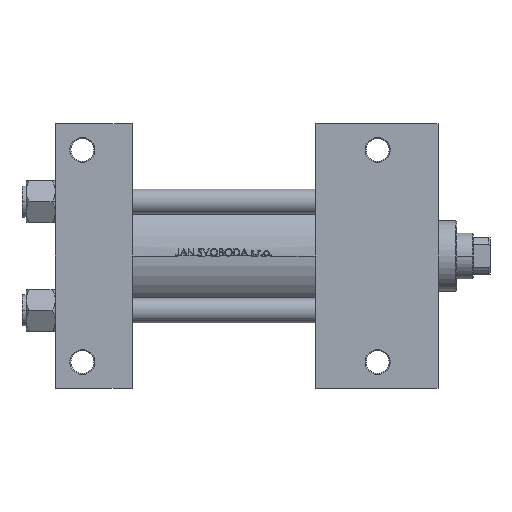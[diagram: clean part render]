
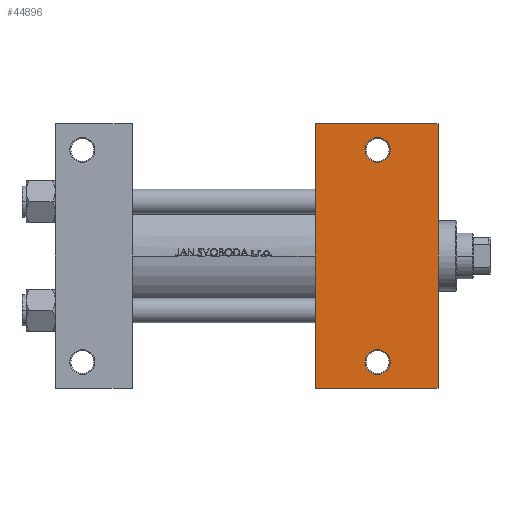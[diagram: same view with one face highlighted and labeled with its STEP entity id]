
A CAD part, front view. The second image highlights one B-rep face of the part: STEP entity #44896.
In plain terms, the highlighted face is planar.
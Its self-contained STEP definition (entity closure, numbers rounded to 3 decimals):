
#1559 = LINE ( 'NONE', #22980, #9264 ) ;
#1929 = CARTESIAN_POINT ( 'NONE',  ( 155., -51., -37.5 ) ) ;
#2583 = DIRECTION ( 'NONE',  ( -1., 0., 0. ) ) ;
#3186 = ORIENTED_EDGE ( 'NONE', *, *, #3902, .F. ) ;
#3268 = PLANE ( 'NONE',  #44521 ) ;
#3866 = AXIS2_PLACEMENT_3D ( 'NONE', #20873, #10504, #2583 ) ;
#3902 = EDGE_CURVE ( 'NONE', #16124, #29639, #12533, .T. ) ;
#5421 = CIRCLE ( 'NONE', #3866, 5.999 ) ;
#5746 = ORIENTED_EDGE ( 'NONE', *, *, #35563, .T. ) ;
#6381 = CARTESIAN_POINT ( 'NONE',  ( 149.001, 51., -37.5 ) ) ;
#7099 = DIRECTION ( 'NONE',  ( -1., 0., 0. ) ) ;
#7629 = VERTEX_POINT ( 'NONE', #12422 ) ;
#8545 = EDGE_CURVE ( 'NONE', #41764, #45008, #47387, .T. ) ;
#9264 = VECTOR ( 'NONE', #30905, 1000. ) ;
#9725 = AXIS2_PLACEMENT_3D ( 'NONE', #28496, #35463, #18138 ) ;
#10504 = DIRECTION ( 'NONE',  ( 0., 0., 1. ) ) ;
#10950 = DIRECTION ( 'NONE',  ( 0., 0., -1. ) ) ;
#12422 = CARTESIAN_POINT ( 'NONE',  ( 149.001, -51., -37.5 ) ) ;
#12533 = LINE ( 'NONE', #27210, #14146 ) ;
#12724 = CARTESIAN_POINT ( 'NONE',  ( 125., -63.5, -37.5 ) ) ;
#13175 = DIRECTION ( 'NONE',  ( 0., -1., 0. ) ) ;
#14146 = VECTOR ( 'NONE', #45004, 1000. ) ;
#14410 = CARTESIAN_POINT ( 'NONE',  ( 125., 63.5, -37.5 ) ) ;
#15178 = VECTOR ( 'NONE', #33909, 1000. ) ;
#15398 = AXIS2_PLACEMENT_3D ( 'NONE', #1929, #16598, #38948 ) ;
#16124 = VERTEX_POINT ( 'NONE', #14410 ) ;
#16318 = LINE ( 'NONE', #45425, #35178 ) ;
#16598 = DIRECTION ( 'NONE',  ( 0., 0., 1. ) ) ;
#17100 = VERTEX_POINT ( 'NONE', #46439 ) ;
#18138 = DIRECTION ( 'NONE',  ( -1., 0., 0. ) ) ;
#18418 = CARTESIAN_POINT ( 'NONE',  ( 184., 37.5, -37.5 ) ) ;
#18560 = CARTESIAN_POINT ( 'NONE',  ( 161., -51., -37.5 ) ) ;
#19343 = VERTEX_POINT ( 'NONE', #18560 ) ;
#20873 = CARTESIAN_POINT ( 'NONE',  ( 155., -51., -37.5 ) ) ;
#20940 = EDGE_CURVE ( 'NONE', #19343, #7629, #26939, .T. ) ;
#21324 = EDGE_CURVE ( 'NONE', #7629, #19343, #5421, .T. ) ;
#21454 = ORIENTED_EDGE ( 'NONE', *, *, #40169, .T. ) ;
#22980 = CARTESIAN_POINT ( 'NONE',  ( 125., 63.5, -37.5 ) ) ;
#25400 = FACE_BOUND ( 'NONE', #27809, .T. ) ;
#25473 = CARTESIAN_POINT ( 'NONE',  ( 125., -63.5, -37.5 ) ) ;
#26939 = CIRCLE ( 'NONE', #15398, 5.999 ) ;
#27124 = CARTESIAN_POINT ( 'NONE',  ( 184., -63.5, -37.5 ) ) ;
#27210 = CARTESIAN_POINT ( 'NONE',  ( 125., 37.5, -37.5 ) ) ;
#27809 = EDGE_LOOP ( 'NONE', ( #45770, #44702 ) ) ;
#28496 = CARTESIAN_POINT ( 'NONE',  ( 155., 51., -37.5 ) ) ;
#29406 = CARTESIAN_POINT ( 'NONE',  ( 155., 51., -37.5 ) ) ;
#29639 = VERTEX_POINT ( 'NONE', #25473 ) ;
#30339 = EDGE_CURVE ( 'NONE', #45008, #41764, #31154, .T. ) ;
#30905 = DIRECTION ( 'NONE',  ( 1., 0., 0. ) ) ;
#31154 = CIRCLE ( 'NONE', #37288, 5.999 ) ;
#31181 = ORIENTED_EDGE ( 'NONE', *, *, #46927, .T. ) ;
#33909 = DIRECTION ( 'NONE',  ( -1., 0., 0. ) ) ;
#35178 = VECTOR ( 'NONE', #13175, 1000. ) ;
#35463 = DIRECTION ( 'NONE',  ( 0., 0., 1. ) ) ;
#35563 = EDGE_CURVE ( 'NONE', #47176, #29639, #45208, .T. ) ;
#37288 = AXIS2_PLACEMENT_3D ( 'NONE', #29406, #44302, #44059 ) ;
#37326 = EDGE_LOOP ( 'NONE', ( #44034, #44865 ) ) ;
#38812 = CARTESIAN_POINT ( 'NONE',  ( 161., 51., -37.5 ) ) ;
#38948 = DIRECTION ( 'NONE',  ( -1., 0., 0. ) ) ;
#39173 = EDGE_LOOP ( 'NONE', ( #3186, #31181, #21454, #5746 ) ) ;
#40044 = FACE_OUTER_BOUND ( 'NONE', #39173, .T. ) ;
#40169 = EDGE_CURVE ( 'NONE', #17100, #47176, #16318, .T. ) ;
#41764 = VERTEX_POINT ( 'NONE', #6381 ) ;
#43900 = FACE_BOUND ( 'NONE', #37326, .T. ) ;
#44034 = ORIENTED_EDGE ( 'NONE', *, *, #8545, .T. ) ;
#44059 = DIRECTION ( 'NONE',  ( -1., 0., 0. ) ) ;
#44302 = DIRECTION ( 'NONE',  ( 0., 0., 1. ) ) ;
#44521 = AXIS2_PLACEMENT_3D ( 'NONE', #18418, #10950, #7099 ) ;
#44702 = ORIENTED_EDGE ( 'NONE', *, *, #20940, .T. ) ;
#44865 = ORIENTED_EDGE ( 'NONE', *, *, #30339, .T. ) ;
#44896 = ADVANCED_FACE ( 'NONE', ( #43900, #25400, #40044 ), #3268, .T. ) ;
#45004 = DIRECTION ( 'NONE',  ( 0., -1., 0. ) ) ;
#45008 = VERTEX_POINT ( 'NONE', #38812 ) ;
#45208 = LINE ( 'NONE', #12724, #15178 ) ;
#45425 = CARTESIAN_POINT ( 'NONE',  ( 184., 37.5, -37.5 ) ) ;
#45770 = ORIENTED_EDGE ( 'NONE', *, *, #21324, .T. ) ;
#46439 = CARTESIAN_POINT ( 'NONE',  ( 184., 63.5, -37.5 ) ) ;
#46927 = EDGE_CURVE ( 'NONE', #16124, #17100, #1559, .T. ) ;
#47176 = VERTEX_POINT ( 'NONE', #27124 ) ;
#47387 = CIRCLE ( 'NONE', #9725, 5.999 ) ;
